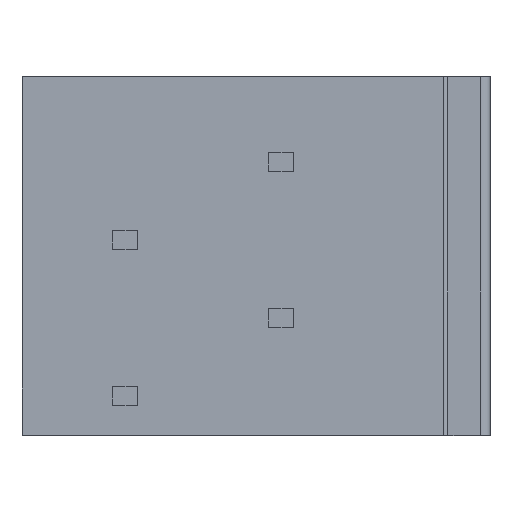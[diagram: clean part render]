
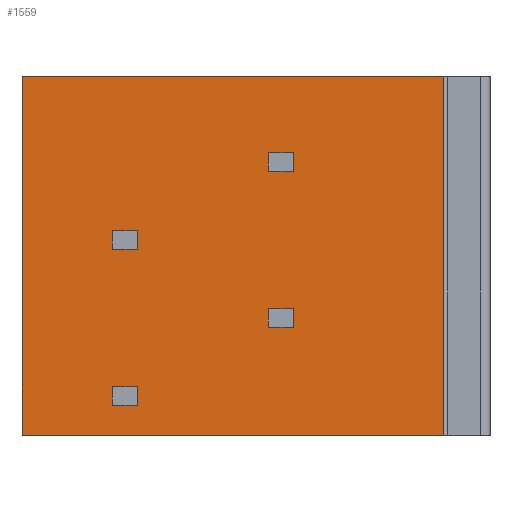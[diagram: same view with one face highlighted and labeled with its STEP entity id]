
A CAD part, top view. The second image highlights one B-rep face of the part: STEP entity #1559.
In plain terms, the highlighted planar face has unit normal (0, 0, 1).
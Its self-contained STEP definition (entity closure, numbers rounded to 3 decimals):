
#36=DIRECTION('',(1.,0.,0.));
#37=VECTOR('',#36,13.5);
#38=CARTESIAN_POINT('',(-7.5,-8.75,5.45));
#39=LINE('',#38,#37);
#65=DIRECTION('',(0.,1.,0.));
#66=VECTOR('',#65,11.5);
#67=CARTESIAN_POINT('',(6.,-8.75,5.45));
#68=LINE('',#67,#66);
#69=DIRECTION('',(0.,1.,0.));
#70=VECTOR('',#69,11.5);
#71=CARTESIAN_POINT('',(-7.5,-8.75,5.45));
#72=LINE('',#71,#70);
#73=DIRECTION('',(-1.,0.,0.));
#74=VECTOR('',#73,0.8);
#75=CARTESIAN_POINT('',(1.2,0.3,5.45));
#76=LINE('',#75,#74);
#77=DIRECTION('',(0.,-1.,0.));
#78=VECTOR('',#77,0.6);
#79=CARTESIAN_POINT('',(0.4,0.3,5.45));
#80=LINE('',#79,#78);
#81=DIRECTION('',(1.,0.,0.));
#82=VECTOR('',#81,0.8);
#83=CARTESIAN_POINT('',(0.4,-0.3,5.45));
#84=LINE('',#83,#82);
#85=DIRECTION('',(0.,1.,0.));
#86=VECTOR('',#85,0.6);
#87=CARTESIAN_POINT('',(1.2,-0.3,5.45));
#88=LINE('',#87,#86);
#89=DIRECTION('',(-1.,0.,0.));
#90=VECTOR('',#89,0.8);
#91=CARTESIAN_POINT('',(-3.8,-2.2,5.45));
#92=LINE('',#91,#90);
#93=DIRECTION('',(0.,-1.,0.));
#94=VECTOR('',#93,0.6);
#95=CARTESIAN_POINT('',(-4.6,-2.2,5.45));
#96=LINE('',#95,#94);
#97=DIRECTION('',(1.,0.,0.));
#98=VECTOR('',#97,0.8);
#99=CARTESIAN_POINT('',(-4.6,-2.8,5.45));
#100=LINE('',#99,#98);
#101=DIRECTION('',(0.,1.,0.));
#102=VECTOR('',#101,0.6);
#103=CARTESIAN_POINT('',(-3.8,-2.8,5.45));
#104=LINE('',#103,#102);
#105=DIRECTION('',(-1.,0.,0.));
#106=VECTOR('',#105,0.8);
#107=CARTESIAN_POINT('',(1.2,-4.7,5.45));
#108=LINE('',#107,#106);
#109=DIRECTION('',(0.,-1.,0.));
#110=VECTOR('',#109,0.6);
#111=CARTESIAN_POINT('',(0.4,-4.7,5.45));
#112=LINE('',#111,#110);
#113=DIRECTION('',(1.,0.,0.));
#114=VECTOR('',#113,0.8);
#115=CARTESIAN_POINT('',(0.4,-5.3,5.45));
#116=LINE('',#115,#114);
#117=DIRECTION('',(0.,1.,0.));
#118=VECTOR('',#117,0.6);
#119=CARTESIAN_POINT('',(1.2,-5.3,5.45));
#120=LINE('',#119,#118);
#121=DIRECTION('',(-1.,0.,0.));
#122=VECTOR('',#121,0.8);
#123=CARTESIAN_POINT('',(-3.8,-7.2,5.45));
#124=LINE('',#123,#122);
#125=DIRECTION('',(0.,-1.,0.));
#126=VECTOR('',#125,0.6);
#127=CARTESIAN_POINT('',(-4.6,-7.2,5.45));
#128=LINE('',#127,#126);
#129=DIRECTION('',(1.,0.,0.));
#130=VECTOR('',#129,0.8);
#131=CARTESIAN_POINT('',(-4.6,-7.8,5.45));
#132=LINE('',#131,#130);
#133=DIRECTION('',(0.,1.,0.));
#134=VECTOR('',#133,0.6);
#135=CARTESIAN_POINT('',(-3.8,-7.8,5.45));
#136=LINE('',#135,#134);
#325=DIRECTION('',(1.,0.,0.));
#326=VECTOR('',#325,13.5);
#327=CARTESIAN_POINT('',(-7.5,2.75,5.45));
#328=LINE('',#327,#326);
#1133=CARTESIAN_POINT('',(-7.5,-8.75,5.45));
#1134=CARTESIAN_POINT('',(6.,-8.75,5.45));
#1135=VERTEX_POINT('',#1133);
#1136=VERTEX_POINT('',#1134);
#1173=CARTESIAN_POINT('',(-7.5,2.75,5.45));
#1174=VERTEX_POINT('',#1173);
#1175=CARTESIAN_POINT('',(6.,2.75,5.45));
#1176=VERTEX_POINT('',#1175);
#1369=CARTESIAN_POINT('',(1.2,0.3,5.45));
#1370=CARTESIAN_POINT('',(0.4,0.3,5.45));
#1371=VERTEX_POINT('',#1369);
#1372=VERTEX_POINT('',#1370);
#1373=CARTESIAN_POINT('',(0.4,-0.3,5.45));
#1374=VERTEX_POINT('',#1373);
#1375=CARTESIAN_POINT('',(1.2,-0.3,5.45));
#1376=VERTEX_POINT('',#1375);
#1377=CARTESIAN_POINT('',(-3.8,-2.2,5.45));
#1378=CARTESIAN_POINT('',(-4.6,-2.2,5.45));
#1379=VERTEX_POINT('',#1377);
#1380=VERTEX_POINT('',#1378);
#1381=CARTESIAN_POINT('',(-4.6,-2.8,5.45));
#1382=VERTEX_POINT('',#1381);
#1383=CARTESIAN_POINT('',(-3.8,-2.8,5.45));
#1384=VERTEX_POINT('',#1383);
#1401=CARTESIAN_POINT('',(1.2,-4.7,5.45));
#1402=CARTESIAN_POINT('',(0.4,-4.7,5.45));
#1403=VERTEX_POINT('',#1401);
#1404=VERTEX_POINT('',#1402);
#1405=CARTESIAN_POINT('',(0.4,-5.3,5.45));
#1406=VERTEX_POINT('',#1405);
#1407=CARTESIAN_POINT('',(1.2,-5.3,5.45));
#1408=VERTEX_POINT('',#1407);
#1409=CARTESIAN_POINT('',(-3.8,-7.2,5.45));
#1410=CARTESIAN_POINT('',(-4.6,-7.2,5.45));
#1411=VERTEX_POINT('',#1409);
#1412=VERTEX_POINT('',#1410);
#1413=CARTESIAN_POINT('',(-4.6,-7.8,5.45));
#1414=VERTEX_POINT('',#1413);
#1415=CARTESIAN_POINT('',(-3.8,-7.8,5.45));
#1416=VERTEX_POINT('',#1415);
#1506=CARTESIAN_POINT('',(-7.5,-8.75,5.45));
#1507=DIRECTION('',(0.,0.,1.));
#1508=DIRECTION('',(1.,0.,0.));
#1509=AXIS2_PLACEMENT_3D('',#1506,#1507,#1508);
#1510=PLANE('',#1509);
#1512=ORIENTED_EDGE('',*,*,#1511,.T.);
#1514=ORIENTED_EDGE('',*,*,#1513,.T.);
#1515=ORIENTED_EDGE('',*,*,#1497,.F.);
#1516=ORIENTED_EDGE('',*,*,#1438,.F.);
#1517=EDGE_LOOP('',(#1512,#1514,#1515,#1516));
#1518=FACE_OUTER_BOUND('',#1517,.F.);
#1520=ORIENTED_EDGE('',*,*,#1519,.T.);
#1522=ORIENTED_EDGE('',*,*,#1521,.T.);
#1524=ORIENTED_EDGE('',*,*,#1523,.T.);
#1526=ORIENTED_EDGE('',*,*,#1525,.T.);
#1527=EDGE_LOOP('',(#1520,#1522,#1524,#1526));
#1528=FACE_BOUND('',#1527,.F.);
#1530=ORIENTED_EDGE('',*,*,#1529,.T.);
#1532=ORIENTED_EDGE('',*,*,#1531,.T.);
#1534=ORIENTED_EDGE('',*,*,#1533,.T.);
#1536=ORIENTED_EDGE('',*,*,#1535,.T.);
#1537=EDGE_LOOP('',(#1530,#1532,#1534,#1536));
#1538=FACE_BOUND('',#1537,.F.);
#1540=ORIENTED_EDGE('',*,*,#1539,.T.);
#1542=ORIENTED_EDGE('',*,*,#1541,.T.);
#1544=ORIENTED_EDGE('',*,*,#1543,.T.);
#1546=ORIENTED_EDGE('',*,*,#1545,.T.);
#1547=EDGE_LOOP('',(#1540,#1542,#1544,#1546));
#1548=FACE_BOUND('',#1547,.F.);
#1550=ORIENTED_EDGE('',*,*,#1549,.T.);
#1552=ORIENTED_EDGE('',*,*,#1551,.T.);
#1554=ORIENTED_EDGE('',*,*,#1553,.T.);
#1556=ORIENTED_EDGE('',*,*,#1555,.T.);
#1557=EDGE_LOOP('',(#1550,#1552,#1554,#1556));
#1558=FACE_BOUND('',#1557,.F.);
#1559=ADVANCED_FACE('',(#1518,#1528,#1538,#1548,#1558),#1510,.T.);
#1438=EDGE_CURVE('',#1135,#1136,#39,.T.);
#1497=EDGE_CURVE('',#1136,#1176,#68,.T.);
#1511=EDGE_CURVE('',#1135,#1174,#72,.T.);
#1513=EDGE_CURVE('',#1174,#1176,#328,.T.);
#1519=EDGE_CURVE('',#1371,#1372,#76,.T.);
#1521=EDGE_CURVE('',#1372,#1374,#80,.T.);
#1523=EDGE_CURVE('',#1374,#1376,#84,.T.);
#1525=EDGE_CURVE('',#1376,#1371,#88,.T.);
#1529=EDGE_CURVE('',#1379,#1380,#92,.T.);
#1531=EDGE_CURVE('',#1380,#1382,#96,.T.);
#1533=EDGE_CURVE('',#1382,#1384,#100,.T.);
#1535=EDGE_CURVE('',#1384,#1379,#104,.T.);
#1539=EDGE_CURVE('',#1403,#1404,#108,.T.);
#1541=EDGE_CURVE('',#1404,#1406,#112,.T.);
#1543=EDGE_CURVE('',#1406,#1408,#116,.T.);
#1545=EDGE_CURVE('',#1408,#1403,#120,.T.);
#1549=EDGE_CURVE('',#1411,#1412,#124,.T.);
#1551=EDGE_CURVE('',#1412,#1414,#128,.T.);
#1553=EDGE_CURVE('',#1414,#1416,#132,.T.);
#1555=EDGE_CURVE('',#1416,#1411,#136,.T.);
